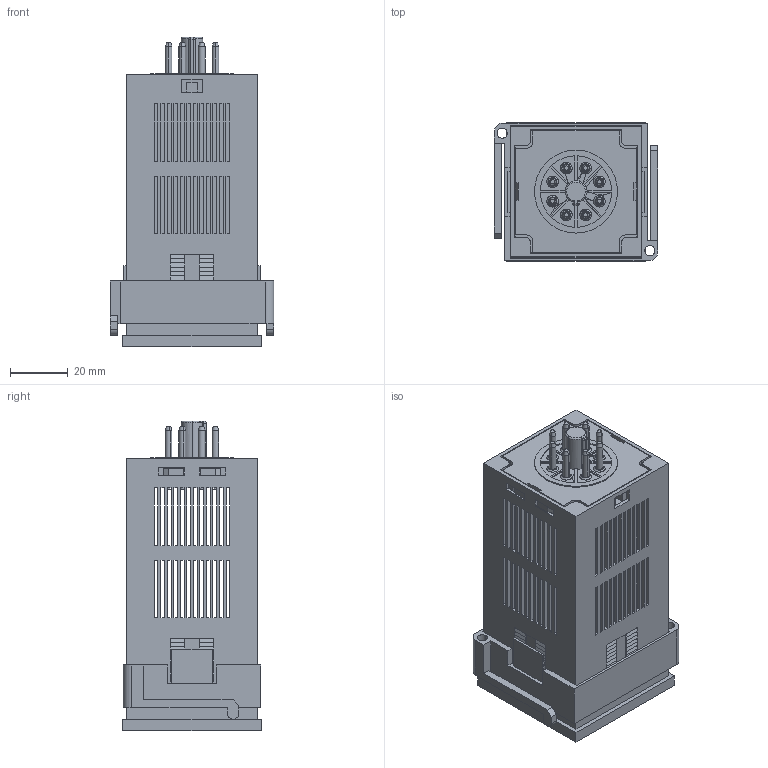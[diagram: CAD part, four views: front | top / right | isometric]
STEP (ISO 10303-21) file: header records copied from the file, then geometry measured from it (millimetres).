
FILE_DESCRIPTION (( 'STEP AP214' ), '1' );
FILE_NAME ('IC-248-05.STEP', '2022-01-17T14:39:41', ( '' ), ( '' ), 'SwSTEP 2.0', 'SolidWorks 2017', '' );
FILE_SCHEMA (( 'AUTOMOTIVE_DESIGN' ));
Length unit declared in the file: millimetre
Products named in the file (24): IC-248-Horizontal-PCB; IC-248-BP-PCB-8Pin; Pin; IC-248-BP-8Pin; Back Plate 8 Pin - IC-248-BP-8PinSLDASM; Front Plate FP-248-01-02; IC-248-05; Clamp ICCL-248; Case IC-248
Assembly tree (16 placements, depth 3):
  IC-248-Horizontal-PCB
  IC-248-BP-PCB-8Pin
  Pin
  IC-248-BP-8Pin
  IC-248-Horizontal-PCB
Bounding box: 56.5 x 48 x 107 mm (x, y, z)
Volume: 46239.2 mm3; surface area: 74139 mm2
Topology: 15 solids, 15 shells, 1227 faces, 3255 edges, 2102 vertices
Faces by surface type: plane 996, cylinder 194, cone 32, torus 3, sphere 2
Entity records: 34439 total; most frequent: CARTESIAN_POINT 5968, ORIENTED_EDGE 5890, DIRECTION 5422, EDGE_CURVE 2945, VECTOR 2658, LINE 2658, VERTEX_POINT 1906, AXIS2_PLACEMENT_3D 1382
